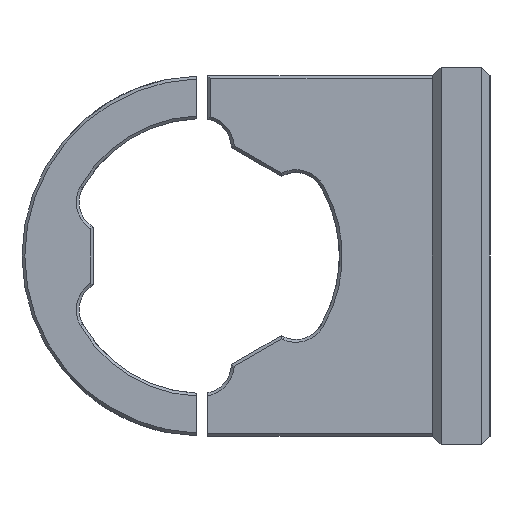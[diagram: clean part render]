
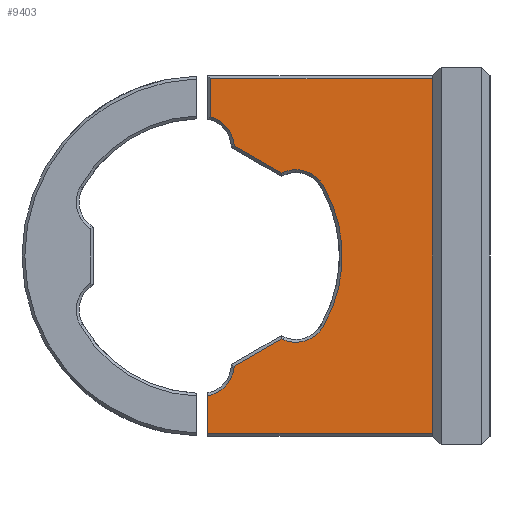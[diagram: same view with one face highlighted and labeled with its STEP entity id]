
A CAD part, left-side view. The second image highlights one B-rep face of the part: STEP entity #9403.
In plain terms, the highlighted planar face has unit normal (-1, 0, 0).
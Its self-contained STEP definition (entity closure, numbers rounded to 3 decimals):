
#27 = AXIS2_PLACEMENT_3D ( 'NONE', #2852, #8566, #3665 ) ;
#55 = CARTESIAN_POINT ( 'NONE',  ( 55.811, -16.288, -30.763 ) ) ;
#87 = CARTESIAN_POINT ( 'NONE',  ( 55.811, -1., -23.763 ) ) ;
#88 = CARTESIAN_POINT ( 'NONE',  ( 55.811, -13.78, 14.388 ) ) ;
#90 = EDGE_CURVE ( 'NONE', #1922, #7060, #4737, .T. ) ;
#182 = CARTESIAN_POINT ( 'NONE',  ( 55.811, -0.074, 18.85 ) ) ;
#187 = DIRECTION ( 'NONE',  ( 0., -0.906, -0.423 ) ) ;
#445 = CARTESIAN_POINT ( 'NONE',  ( 55.811, -1.5, -9.489 ) ) ;
#449 = CARTESIAN_POINT ( 'NONE',  ( 55.811, -5.57, 19.127 ) ) ;
#480 = VECTOR ( 'NONE', #4876, 1000. ) ;
#769 = EDGE_CURVE ( 'NONE', #5881, #4156, #4580, .T. ) ;
#812 = CARTESIAN_POINT ( 'NONE',  ( 55.811, -16.288, -9.489 ) ) ;
#830 = ORIENTED_EDGE ( 'NONE', *, *, #3359, .F. ) ;
#1017 = DIRECTION ( 'NONE',  ( 0., 0., 1. ) ) ;
#1034 = VECTOR ( 'NONE', #5762, 1000. ) ;
#1161 = DIRECTION ( 'NONE',  ( 0., 0.866, 0.5 ) ) ;
#1357 = CARTESIAN_POINT ( 'NONE',  ( 55.811, -1.5, 24.162 ) ) ;
#1402 = DIRECTION ( 'NONE',  ( -1., 0., 0. ) ) ;
#1421 = VERTEX_POINT ( 'NONE', #4871 ) ;
#1543 = CIRCLE ( 'NONE', #5483, 5.5 ) ;
#1568 = EDGE_CURVE ( 'NONE', #7060, #5881, #9646, .T. ) ;
#1613 = DIRECTION ( 'NONE',  ( 0., 0., 1. ) ) ;
#1698 = LINE ( 'NONE', #6203, #7981 ) ;
#1705 = VECTOR ( 'NONE', #187, 1000. ) ;
#1763 = VERTEX_POINT ( 'NONE', #2039 ) ;
#1876 = LINE ( 'NONE', #6891, #10316 ) ;
#1890 = CARTESIAN_POINT ( 'NONE',  ( 55.811, -5.553, -19.329 ) ) ;
#1901 = VECTOR ( 'NONE', #9064, 1000. ) ;
#1922 = VERTEX_POINT ( 'NONE', #3084 ) ;
#1946 = DIRECTION ( 'NONE',  ( -1., 0., 0. ) ) ;
#2039 = CARTESIAN_POINT ( 'NONE',  ( 55.811, -21.04, -12.257 ) ) ;
#2085 = DIRECTION ( 'NONE',  ( 0., 0.087, 0.996 ) ) ;
#2094 = CARTESIAN_POINT ( 'NONE',  ( 55.811, -13.963, 14.473 ) ) ;
#2135 = DIRECTION ( 'NONE',  ( 0., -0.087, 0.996 ) ) ;
#2349 = EDGE_CURVE ( 'NONE', #3508, #6951, #1698, .T. ) ;
#2520 = CARTESIAN_POINT ( 'NONE',  ( 55.811, -1., -24.271 ) ) ;
#2556 = VECTOR ( 'NONE', #2085, 1000. ) ;
#2557 = DIRECTION ( 'NONE',  ( 0., 0., 1. ) ) ;
#2606 = AXIS2_PLACEMENT_3D ( 'NONE', #6872, #1946, #7687 ) ;
#2684 = ORIENTED_EDGE ( 'NONE', *, *, #8242, .F. ) ;
#2852 = CARTESIAN_POINT ( 'NONE',  ( 55.811, -16.288, 9.489 ) ) ;
#3016 = PLANE ( 'NONE',  #9532 ) ;
#3084 = CARTESIAN_POINT ( 'NONE',  ( 55.811, -5.57, 19.127 ) ) ;
#3103 = EDGE_LOOP ( 'NONE', ( #2684, #9599, #3642, #7852, #7121, #3619, #10526, #9068, #8678, #3647, #6428, #4858, #9029, #10146, #6556, #5052, #830 ) ) ;
#3114 = VERTEX_POINT ( 'NONE', #3825 ) ;
#3138 = EDGE_CURVE ( 'NONE', #7498, #1421, #1543, .T. ) ;
#3328 = CARTESIAN_POINT ( 'NONE',  ( 55.811, -13.963, 14.473 ) ) ;
#3359 = EDGE_CURVE ( 'NONE', #6794, #8834, #7329, .T. ) ;
#3457 = LINE ( 'NONE', #55, #1034 ) ;
#3508 = VERTEX_POINT ( 'NONE', #1890 ) ;
#3619 = ORIENTED_EDGE ( 'NONE', *, *, #90, .F. ) ;
#3642 = ORIENTED_EDGE ( 'NONE', *, *, #8715, .F. ) ;
#3647 = ORIENTED_EDGE ( 'NONE', *, *, #3138, .F. ) ;
#3665 = DIRECTION ( 'NONE',  ( 0., 0., 1. ) ) ;
#3825 = CARTESIAN_POINT ( 'NONE',  ( 55.811, -40., 30.763 ) ) ;
#3877 = DIRECTION ( 'NONE',  ( 1., 0., 0. ) ) ;
#3889 = LINE ( 'NONE', #5889, #1705 ) ;
#3929 = VECTOR ( 'NONE', #6164, 1000. ) ;
#4082 = CARTESIAN_POINT ( 'NONE',  ( 55.811, -1., -30.763 ) ) ;
#4156 = VERTEX_POINT ( 'NONE', #8327 ) ;
#4193 = LINE ( 'NONE', #5357, #3929 ) ;
#4552 = CIRCLE ( 'NONE', #2606, 5.5 ) ;
#4580 = LINE ( 'NONE', #445, #6491 ) ;
#4737 = LINE ( 'NONE', #449, #2556 ) ;
#4787 = VECTOR ( 'NONE', #9034, 1000. ) ;
#4796 = FACE_OUTER_BOUND ( 'NONE', #3103, .T. ) ;
#4858 = ORIENTED_EDGE ( 'NONE', *, *, #8199, .F. ) ;
#4871 = CARTESIAN_POINT ( 'NONE',  ( 55.811, -16.288, 14.989 ) ) ;
#4876 = DIRECTION ( 'NONE',  ( 0., -1., 0. ) ) ;
#4891 = DIRECTION ( 'NONE',  ( -1., 0., 0. ) ) ;
#5052 = ORIENTED_EDGE ( 'NONE', *, *, #9261, .F. ) ;
#5133 = VECTOR ( 'NONE', #2557, 1000. ) ;
#5357 = CARTESIAN_POINT ( 'NONE',  ( 55.811, -40., 31.263 ) ) ;
#5483 = AXIS2_PLACEMENT_3D ( 'NONE', #6293, #1402, #7152 ) ;
#5624 = EDGE_CURVE ( 'NONE', #7726, #6564, #3889, .T. ) ;
#5762 = DIRECTION ( 'NONE',  ( 0., 1., 0. ) ) ;
#5881 = VERTEX_POINT ( 'NONE', #1357 ) ;
#5885 = DIRECTION ( 'NONE',  ( -1., 0., 0. ) ) ;
#5889 = CARTESIAN_POINT ( 'NONE',  ( 55.811, -13.78, -14.388 ) ) ;
#6164 = DIRECTION ( 'NONE',  ( 0., 0., -1. ) ) ;
#6194 = CARTESIAN_POINT ( 'NONE',  ( 55.811, -13.963, -14.473 ) ) ;
#6203 = CARTESIAN_POINT ( 'NONE',  ( 55.811, -5.553, -19.329 ) ) ;
#6293 = CARTESIAN_POINT ( 'NONE',  ( 55.811, -16.288, 9.489 ) ) ;
#6382 = EDGE_CURVE ( 'NONE', #3114, #8897, #4193, .T. ) ;
#6388 = CIRCLE ( 'NONE', #27, 5.5 ) ;
#6405 = CIRCLE ( 'NONE', #9165, 5.5 ) ;
#6428 = ORIENTED_EDGE ( 'NONE', *, *, #9497, .F. ) ;
#6464 = EDGE_CURVE ( 'NONE', #10176, #1922, #1876, .T. ) ;
#6491 = VECTOR ( 'NONE', #10220, 1000. ) ;
#6531 = DIRECTION ( 'NONE',  ( -1., 0., 0. ) ) ;
#6556 = ORIENTED_EDGE ( 'NONE', *, *, #2349, .F. ) ;
#6564 = VERTEX_POINT ( 'NONE', #6194 ) ;
#6685 = CARTESIAN_POINT ( 'NONE',  ( 55.811, -13.78, -14.388 ) ) ;
#6794 = VERTEX_POINT ( 'NONE', #4082 ) ;
#6872 = CARTESIAN_POINT ( 'NONE',  ( 55.811, -0.074, -18.85 ) ) ;
#6891 = CARTESIAN_POINT ( 'NONE',  ( 55.811, -13.78, 14.388 ) ) ;
#6951 = VERTEX_POINT ( 'NONE', #7627 ) ;
#7014 = LINE ( 'NONE', #8941, #480 ) ;
#7060 = VERTEX_POINT ( 'NONE', #10287 ) ;
#7121 = ORIENTED_EDGE ( 'NONE', *, *, #1568, .F. ) ;
#7152 = DIRECTION ( 'NONE',  ( 0., 0., 1. ) ) ;
#7329 = LINE ( 'NONE', #87, #5133 ) ;
#7393 = EDGE_CURVE ( 'NONE', #9891, #10176, #9122, .T. ) ;
#7464 = CARTESIAN_POINT ( 'NONE',  ( 55.811, -5.57, -19.127 ) ) ;
#7498 = VERTEX_POINT ( 'NONE', #9209 ) ;
#7626 = AXIS2_PLACEMENT_3D ( 'NONE', #182, #5885, #1017 ) ;
#7627 = CARTESIAN_POINT ( 'NONE',  ( 55.811, -5.57, -19.127 ) ) ;
#7687 = DIRECTION ( 'NONE',  ( 0., 0., 1. ) ) ;
#7726 = VERTEX_POINT ( 'NONE', #6685 ) ;
#7852 = ORIENTED_EDGE ( 'NONE', *, *, #769, .F. ) ;
#7981 = VECTOR ( 'NONE', #2135, 1000. ) ;
#8199 = EDGE_CURVE ( 'NONE', #6564, #1763, #6405, .T. ) ;
#8242 = EDGE_CURVE ( 'NONE', #8897, #6794, #3457, .T. ) ;
#8299 = CARTESIAN_POINT ( 'NONE',  ( 55.811, -40., -30.763 ) ) ;
#8307 = EDGE_CURVE ( 'NONE', #6951, #7726, #8437, .T. ) ;
#8327 = CARTESIAN_POINT ( 'NONE',  ( 55.811, -1.5, 30.763 ) ) ;
#8437 = LINE ( 'NONE', #7464, #1901 ) ;
#8566 = DIRECTION ( 'NONE',  ( -1., 0., 0. ) ) ;
#8678 = ORIENTED_EDGE ( 'NONE', *, *, #9834, .F. ) ;
#8715 = EDGE_CURVE ( 'NONE', #4156, #3114, #7014, .T. ) ;
#8779 = AXIS2_PLACEMENT_3D ( 'NONE', #9777, #4891, #10593 ) ;
#8794 = CARTESIAN_POINT ( 'NONE',  ( 55.811, -16.288, -9.489 ) ) ;
#8834 = VERTEX_POINT ( 'NONE', #2520 ) ;
#8897 = VERTEX_POINT ( 'NONE', #8299 ) ;
#8941 = CARTESIAN_POINT ( 'NONE',  ( 55.811, -16.288, 30.763 ) ) ;
#9029 = ORIENTED_EDGE ( 'NONE', *, *, #5624, .F. ) ;
#9034 = DIRECTION ( 'NONE',  ( 0., 0.906, -0.423 ) ) ;
#9064 = DIRECTION ( 'NONE',  ( 0., -0.866, 0.5 ) ) ;
#9068 = ORIENTED_EDGE ( 'NONE', *, *, #7393, .F. ) ;
#9122 = LINE ( 'NONE', #3328, #4787 ) ;
#9165 = AXIS2_PLACEMENT_3D ( 'NONE', #812, #6531, #1613 ) ;
#9209 = CARTESIAN_POINT ( 'NONE',  ( 55.811, -21.04, 12.257 ) ) ;
#9261 = EDGE_CURVE ( 'NONE', #8834, #3508, #4552, .T. ) ;
#9403 = ADVANCED_FACE ( 'NONE', ( #4796 ), #3016, .F. ) ;
#9497 = EDGE_CURVE ( 'NONE', #1763, #7498, #9635, .T. ) ;
#9532 = AXIS2_PLACEMENT_3D ( 'NONE', #8794, #3877, #9614 ) ;
#9599 = ORIENTED_EDGE ( 'NONE', *, *, #6382, .F. ) ;
#9614 = DIRECTION ( 'NONE',  ( 0., 0., -1. ) ) ;
#9635 = CIRCLE ( 'NONE', #8779, 24.35 ) ;
#9646 = CIRCLE ( 'NONE', #7626, 5.5 ) ;
#9777 = CARTESIAN_POINT ( 'NONE',  ( 55.811, 0., 0. ) ) ;
#9834 = EDGE_CURVE ( 'NONE', #1421, #9891, #6388, .T. ) ;
#9891 = VERTEX_POINT ( 'NONE', #2094 ) ;
#10146 = ORIENTED_EDGE ( 'NONE', *, *, #8307, .F. ) ;
#10176 = VERTEX_POINT ( 'NONE', #88 ) ;
#10220 = DIRECTION ( 'NONE',  ( 0., 0., 1. ) ) ;
#10287 = CARTESIAN_POINT ( 'NONE',  ( 55.811, -5.553, 19.329 ) ) ;
#10316 = VECTOR ( 'NONE', #1161, 1000. ) ;
#10526 = ORIENTED_EDGE ( 'NONE', *, *, #6464, .F. ) ;
#10593 = DIRECTION ( 'NONE',  ( 0., 1., 0. ) ) ;
